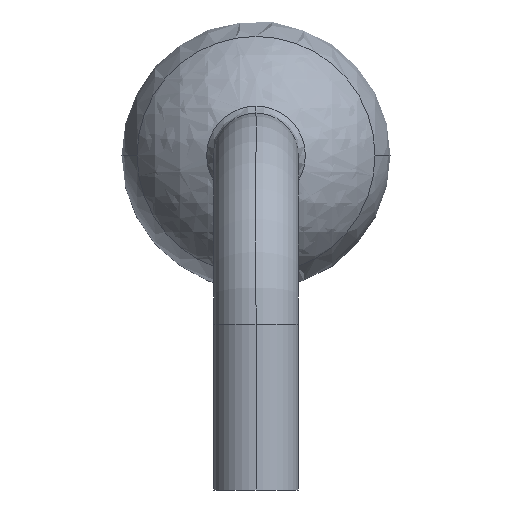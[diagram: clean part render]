
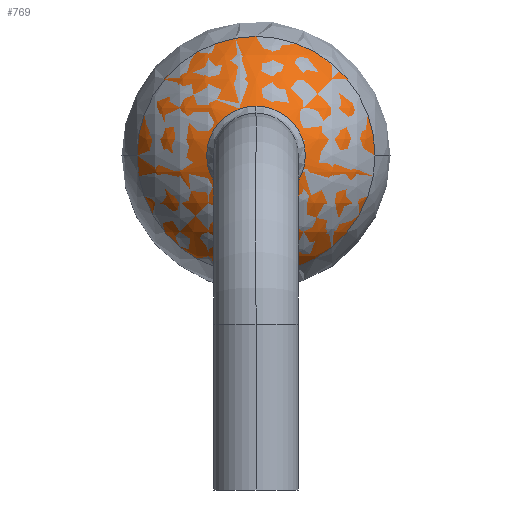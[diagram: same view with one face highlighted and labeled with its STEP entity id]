
A CAD part, left-side view. The second image highlights one B-rep face of the part: STEP entity #769.
In plain terms, the highlighted spherical face has radius 2.15 mm.
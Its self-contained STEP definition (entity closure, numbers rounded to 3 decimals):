
#729=CARTESIAN_POINT('',(-2.0,0.0,1.911));
#730=VERTEX_POINT('',#729);
#731=CARTESIAN_POINT('',(-2.0,0.0,2.7));
#732=DIRECTION('',(1.0,0.0,0.0));
#733=DIRECTION('',(0.0,0.0,1.0));
#734=AXIS2_PLACEMENT_3D('',#731,#732,#733);
#735=CIRCLE('',#734,0.789);
#736=EDGE_CURVE('',#730,#730,#735,.T.);
#746=CARTESIAN_POINT('',(-1.0,0.0,4.603));
#747=VERTEX_POINT('',#746);
#748=CARTESIAN_POINT('',(-1.0,0.0,2.7));
#749=DIRECTION('',(-1.0,0.0,0.0));
#750=DIRECTION('',(0.0,0.0,-1.0));
#751=AXIS2_PLACEMENT_3D('',#748,#749,#750);
#752=CIRCLE('',#751,1.903);
#753=EDGE_CURVE('',#747,#747,#752,.T.);
#758=CARTESIAN_POINT('',(0.0,0.0,2.7));
#759=DIRECTION('',(0.0,0.0,1.0));
#760=DIRECTION('',(1.0,0.0,0.0));
#761=AXIS2_PLACEMENT_3D('',#758,#759,#760);
#762=SPHERICAL_SURFACE('',#761,2.15);
#763=ORIENTED_EDGE('',*,*,#753,.T.);
#764=EDGE_LOOP('',(#763));
#765=FACE_OUTER_BOUND('',#764,.T.);
#766=ORIENTED_EDGE('',*,*,#736,.T.);
#767=EDGE_LOOP('',(#766));
#768=FACE_BOUND('',#767,.T.);
#769=ADVANCED_FACE('',(#765,#768),#762,.T.);
